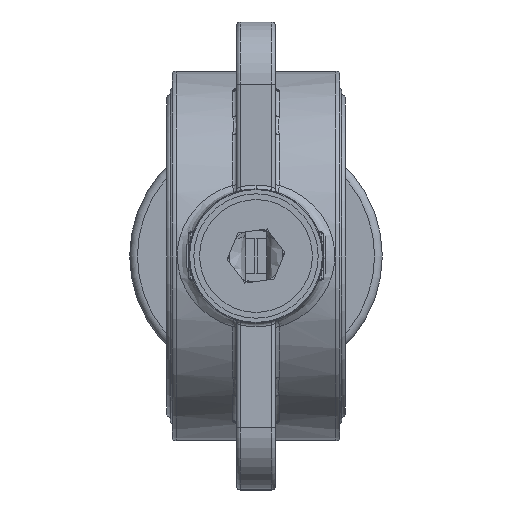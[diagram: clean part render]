
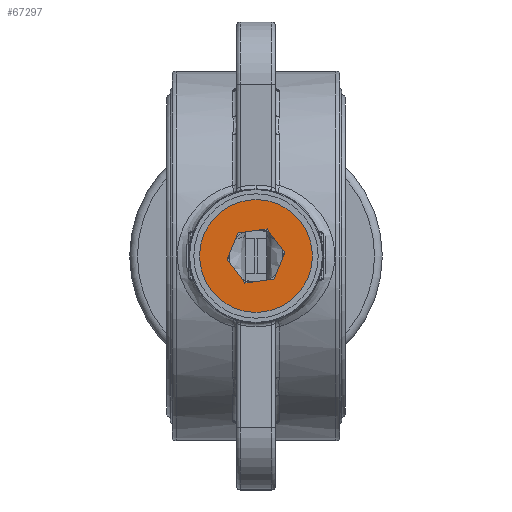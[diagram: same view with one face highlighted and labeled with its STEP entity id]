
A CAD part, front view. The second image highlights one B-rep face of the part: STEP entity #67297.
In plain terms, the highlighted planar face has unit normal (0, -1, 0).
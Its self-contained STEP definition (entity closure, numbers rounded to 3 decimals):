
#1043 = CARTESIAN_POINT ( 'NONE',  ( 14.367, -77.5, 1.959 ) ) ;
#1409 = VERTEX_POINT ( 'NONE', #10305 ) ;
#2373 = ORIENTED_EDGE ( 'NONE', *, *, #50913, .F. ) ;
#3904 = EDGE_LOOP ( 'NONE', ( #2373, #46466, #37428, #46626, #49579, #59565 ) ) ;
#4453 = CARTESIAN_POINT ( 'NONE',  ( 4.597, -77.5, -5.933 ) ) ;
#6255 = LINE ( 'NONE', #63002, #35550 ) ;
#8794 = DIRECTION ( 'NONE',  ( 0.991, 0., 0.135 ) ) ;
#10305 = CARTESIAN_POINT ( 'NONE',  ( 2.84, -77.5, 6.947 ) ) ;
#11235 = VERTEX_POINT ( 'NONE', #1043 ) ;
#11682 = DIRECTION ( 'NONE',  ( 0.378, 0., 0.926 ) ) ;
#11726 = CARTESIAN_POINT ( 'NONE',  ( -14.367, -77.5, -1.959 ) ) ;
#14933 = CARTESIAN_POINT ( 'NONE',  ( 7.437, -77.5, 1.014 ) ) ;
#15063 = DIRECTION ( 'NONE',  ( 0., -1., 0. ) ) ;
#18059 = CIRCLE ( 'NONE', #31531, 14.5 ) ;
#19163 = LINE ( 'NONE', #67025, #64140 ) ;
#19558 = CARTESIAN_POINT ( 'NONE',  ( -2.84, -77.5, -6.947 ) ) ;
#20758 = VERTEX_POINT ( 'NONE', #48540 ) ;
#20766 = DIRECTION ( 'NONE',  ( -0.612, 0., 0.791 ) ) ;
#24095 = VERTEX_POINT ( 'NONE', #64322 ) ;
#29864 = CARTESIAN_POINT ( 'NONE',  ( -4.597, -77.5, 5.933 ) ) ;
#29903 = LINE ( 'NONE', #58357, #43672 ) ;
#30701 = CARTESIAN_POINT ( 'NONE',  ( 0., -77.5, 0. ) ) ;
#31531 = AXIS2_PLACEMENT_3D ( 'NONE', #30701, #71834, #36551 ) ;
#31917 = EDGE_CURVE ( 'NONE', #20758, #72486, #60402, .T. ) ;
#32156 = DIRECTION ( 'NONE',  ( 0., -1., 0. ) ) ;
#35158 = EDGE_CURVE ( 'NONE', #35978, #11235, #70657, .T. ) ;
#35550 = VECTOR ( 'NONE', #57379, 1000. ) ;
#35978 = VERTEX_POINT ( 'NONE', #11726 ) ;
#36400 = CARTESIAN_POINT ( 'NONE',  ( -7.437, -77.5, -1.014 ) ) ;
#36551 = DIRECTION ( 'NONE',  ( -0.991, 0., -0.135 ) ) ;
#37223 = VECTOR ( 'NONE', #40506, 1000. ) ;
#37428 = ORIENTED_EDGE ( 'NONE', *, *, #68875, .F. ) ;
#37764 = PLANE ( 'NONE',  #48614 ) ;
#40506 = DIRECTION ( 'NONE',  ( 0.612, 0., -0.791 ) ) ;
#41208 = FACE_OUTER_BOUND ( 'NONE', #51249, .T. ) ;
#43672 = VECTOR ( 'NONE', #11682, 1000. ) ;
#44745 = VECTOR ( 'NONE', #8794, 1000. ) ;
#45508 = ORIENTED_EDGE ( 'NONE', *, *, #51600, .T. ) ;
#46466 = ORIENTED_EDGE ( 'NONE', *, *, #54710, .F. ) ;
#46626 = ORIENTED_EDGE ( 'NONE', *, *, #31917, .F. ) ;
#47352 = EDGE_CURVE ( 'NONE', #72222, #74532, #6255, .T. ) ;
#48540 = CARTESIAN_POINT ( 'NONE',  ( -2.84, -77.5, -6.947 ) ) ;
#48614 = AXIS2_PLACEMENT_3D ( 'NONE', #67332, #32156, #73293 ) ;
#48630 = ORIENTED_EDGE ( 'NONE', *, *, #35158, .T. ) ;
#49579 = ORIENTED_EDGE ( 'NONE', *, *, #69325, .F. ) ;
#50189 = CARTESIAN_POINT ( 'NONE',  ( 0., -77.5, 0. ) ) ;
#50913 = EDGE_CURVE ( 'NONE', #1409, #72222, #19163, .T. ) ;
#51249 = EDGE_LOOP ( 'NONE', ( #48630, #45508 ) ) ;
#51600 = EDGE_CURVE ( 'NONE', #11235, #35978, #18059, .T. ) ;
#52857 = LINE ( 'NONE', #75761, #37223 ) ;
#54115 = LINE ( 'NONE', #14933, #67892 ) ;
#54710 = EDGE_CURVE ( 'NONE', #24095, #1409, #54115, .T. ) ;
#56109 = DIRECTION ( 'NONE',  ( -0.991, 0., -0.135 ) ) ;
#57379 = DIRECTION ( 'NONE',  ( -0.378, 0., -0.926 ) ) ;
#58357 = CARTESIAN_POINT ( 'NONE',  ( 4.597, -77.5, -5.933 ) ) ;
#59565 = ORIENTED_EDGE ( 'NONE', *, *, #47352, .F. ) ;
#60402 = LINE ( 'NONE', #19558, #44745 ) ;
#63002 = CARTESIAN_POINT ( 'NONE',  ( -4.597, -77.5, 5.933 ) ) ;
#64140 = VECTOR ( 'NONE', #72982, 1000. ) ;
#64322 = CARTESIAN_POINT ( 'NONE',  ( 7.437, -77.5, 1.014 ) ) ;
#67025 = CARTESIAN_POINT ( 'NONE',  ( 2.84, -77.5, 6.947 ) ) ;
#67297 = ADVANCED_FACE ( 'NONE', ( #72520, #41208 ), #37764, .T. ) ;
#67332 = CARTESIAN_POINT ( 'NONE',  ( 0., -77.5, 0. ) ) ;
#67892 = VECTOR ( 'NONE', #20766, 1000. ) ;
#68875 = EDGE_CURVE ( 'NONE', #72486, #24095, #29903, .T. ) ;
#69325 = EDGE_CURVE ( 'NONE', #74532, #20758, #52857, .T. ) ;
#69850 = AXIS2_PLACEMENT_3D ( 'NONE', #50189, #15063, #56109 ) ;
#70657 = CIRCLE ( 'NONE', #69850, 14.5 ) ;
#71834 = DIRECTION ( 'NONE',  ( 0., -1., 0. ) ) ;
#72222 = VERTEX_POINT ( 'NONE', #29864 ) ;
#72486 = VERTEX_POINT ( 'NONE', #4453 ) ;
#72520 = FACE_BOUND ( 'NONE', #3904, .T. ) ;
#72982 = DIRECTION ( 'NONE',  ( -0.991, 0., -0.135 ) ) ;
#73293 = DIRECTION ( 'NONE',  ( -0.991, 0., -0.135 ) ) ;
#74532 = VERTEX_POINT ( 'NONE', #36400 ) ;
#75761 = CARTESIAN_POINT ( 'NONE',  ( -7.437, -77.5, -1.014 ) ) ;
